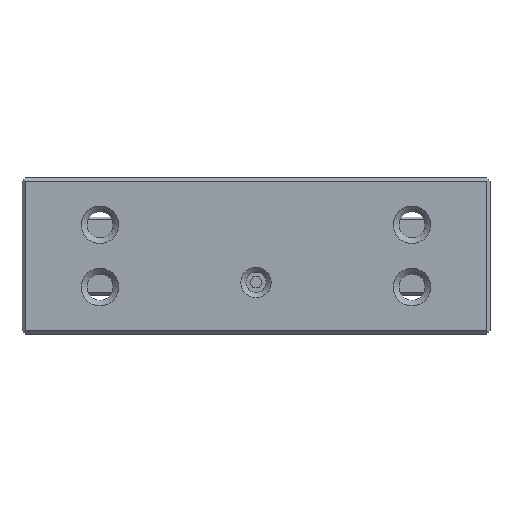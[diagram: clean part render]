
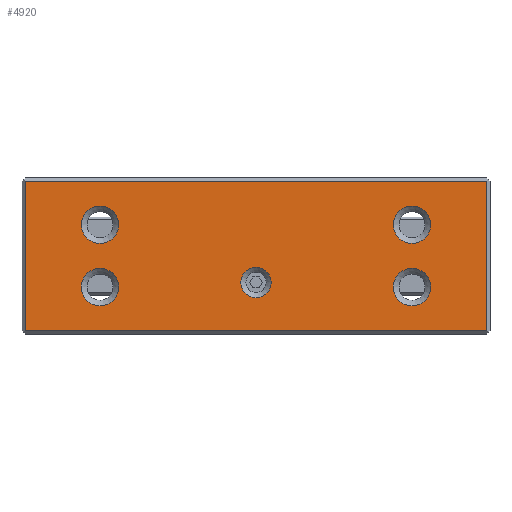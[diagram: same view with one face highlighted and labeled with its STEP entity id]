
A CAD part, top view. The second image highlights one B-rep face of the part: STEP entity #4920.
In plain terms, the highlighted planar face has unit normal (0, 0, 1).
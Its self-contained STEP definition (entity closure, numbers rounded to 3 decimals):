
#4871=CIRCLE('',#16907,0.975);
#4872=CIRCLE('',#16908,1.2);
#4873=CIRCLE('',#16909,1.2);
#4874=CIRCLE('',#16910,1.2);
#4875=CIRCLE('',#16911,1.2);
#4920=ADVANCED_FACE('',(#6505,#6506,#6507,#6508,#6509,#6510),#5616,.T.);
#5616=PLANE('',#16912);
#6505=FACE_BOUND('',#6674,.T.);
#6506=FACE_BOUND('',#6675,.T.);
#6507=FACE_BOUND('',#6676,.T.);
#6508=FACE_BOUND('',#6677,.T.);
#6509=FACE_BOUND('',#6678,.T.);
#6510=FACE_BOUND('',#6679,.T.);
#6674=EDGE_LOOP('',(#7943));
#6675=EDGE_LOOP('',(#7944));
#6676=EDGE_LOOP('',(#7945));
#6677=EDGE_LOOP('',(#7946));
#6678=EDGE_LOOP('',(#7947));
#6679=EDGE_LOOP('',(#7948,#7949,#7950,#7951));
#7943=ORIENTED_EDGE('',*,*,#12777,.T.);
#7944=ORIENTED_EDGE('',*,*,#12778,.T.);
#7945=ORIENTED_EDGE('',*,*,#12779,.T.);
#7946=ORIENTED_EDGE('',*,*,#12780,.T.);
#7947=ORIENTED_EDGE('',*,*,#12781,.T.);
#7948=ORIENTED_EDGE('',*,*,#12782,.T.);
#7949=ORIENTED_EDGE('',*,*,#12783,.T.);
#7950=ORIENTED_EDGE('',*,*,#12784,.T.);
#7951=ORIENTED_EDGE('',*,*,#12785,.T.);
#11551=VERTEX_POINT('',#21491);
#11552=VERTEX_POINT('',#21493);
#11553=VERTEX_POINT('',#21495);
#11554=VERTEX_POINT('',#21497);
#11555=VERTEX_POINT('',#21499);
#11556=VERTEX_POINT('',#21501);
#11557=VERTEX_POINT('',#21502);
#11558=VERTEX_POINT('',#21504);
#11559=VERTEX_POINT('',#21506);
#12777=EDGE_CURVE('',#11551,#11551,#4871,.T.);
#12778=EDGE_CURVE('',#11552,#11552,#4872,.T.);
#12779=EDGE_CURVE('',#11553,#11553,#4873,.T.);
#12780=EDGE_CURVE('',#11554,#11554,#4874,.T.);
#12781=EDGE_CURVE('',#11555,#11555,#4875,.T.);
#12782=EDGE_CURVE('',#11556,#11557,#14433,.T.);
#12783=EDGE_CURVE('',#11557,#11558,#14434,.T.);
#12784=EDGE_CURVE('',#11558,#11559,#14435,.T.);
#12785=EDGE_CURVE('',#11559,#11556,#14436,.T.);
#14433=LINE('',#21500,#15843);
#14434=LINE('',#21503,#15844);
#14435=LINE('',#21505,#15845);
#14436=LINE('',#21507,#15846);
#15843=VECTOR('',#17854,1.);
#15844=VECTOR('',#17855,1.);
#15845=VECTOR('',#17856,1.);
#15846=VECTOR('',#17857,1.);
#16907=AXIS2_PLACEMENT_3D('',#21490,#17844,#17845);
#16908=AXIS2_PLACEMENT_3D('',#21492,#17846,#17847);
#16909=AXIS2_PLACEMENT_3D('',#21494,#17848,#17849);
#16910=AXIS2_PLACEMENT_3D('',#21496,#17850,#17851);
#16911=AXIS2_PLACEMENT_3D('',#21498,#17852,#17853);
#16912=AXIS2_PLACEMENT_3D('',#21508,#17858,#17859);
#17844=DIRECTION('',(0.,0.,-1.));
#17845=DIRECTION('',(1.,0.,0.));
#17846=DIRECTION('',(0.,0.,-1.));
#17847=DIRECTION('',(1.,0.,0.));
#17848=DIRECTION('',(0.,0.,-1.));
#17849=DIRECTION('',(1.,0.,0.));
#17850=DIRECTION('',(0.,0.,-1.));
#17851=DIRECTION('',(1.,0.,0.));
#17852=DIRECTION('',(0.,0.,-1.));
#17853=DIRECTION('',(1.,0.,0.));
#17854=DIRECTION('',(1.,0.,0.));
#17855=DIRECTION('',(0.,1.,0.));
#17856=DIRECTION('',(-1.,0.,0.));
#17857=DIRECTION('',(0.,-1.,0.));
#17858=DIRECTION('',(0.,0.,1.));
#17859=DIRECTION('',(1.,0.,0.));
#21490=CARTESIAN_POINT('',(15.,0.8,6.));
#21491=CARTESIAN_POINT('',(15.975,0.8,6.));
#21492=CARTESIAN_POINT('',(5.,0.5,6.));
#21493=CARTESIAN_POINT('',(6.2,0.5,6.));
#21494=CARTESIAN_POINT('',(5.,4.5,6.));
#21495=CARTESIAN_POINT('',(6.2,4.5,6.));
#21496=CARTESIAN_POINT('',(25.,0.5,6.));
#21497=CARTESIAN_POINT('',(26.2,0.5,6.));
#21498=CARTESIAN_POINT('',(25.,4.5,6.));
#21499=CARTESIAN_POINT('',(26.2,4.5,6.));
#21500=CARTESIAN_POINT('',(15.,-2.3,6.));
#21501=CARTESIAN_POINT('',(0.2,-2.3,6.));
#21502=CARTESIAN_POINT('',(29.8,-2.3,6.));
#21503=CARTESIAN_POINT('',(29.8,2.5,6.));
#21504=CARTESIAN_POINT('',(29.8,7.3,6.));
#21505=CARTESIAN_POINT('',(15.,7.3,6.));
#21506=CARTESIAN_POINT('',(0.2,7.3,6.));
#21507=CARTESIAN_POINT('',(0.2,2.5,6.));
#21508=CARTESIAN_POINT('',(15.,2.5,6.));
